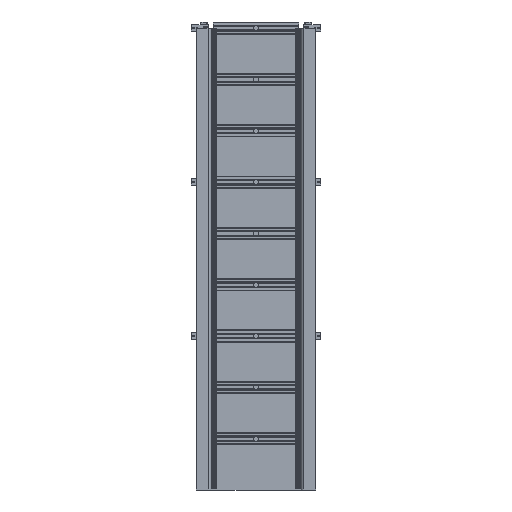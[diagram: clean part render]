
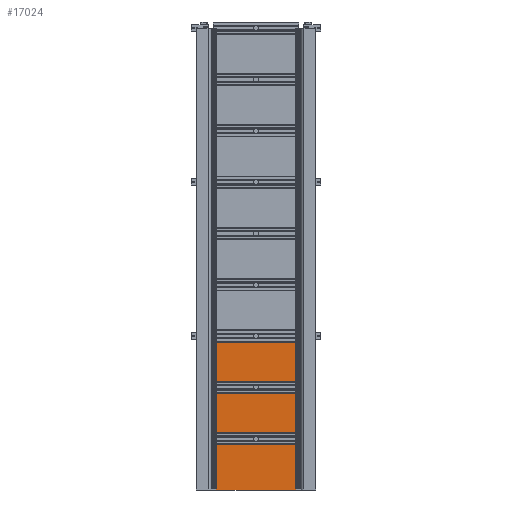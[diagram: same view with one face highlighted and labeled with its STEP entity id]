
A CAD part, front view. The second image highlights one B-rep face of the part: STEP entity #17024.
In plain terms, the highlighted planar face has unit normal (0, -1, 0).
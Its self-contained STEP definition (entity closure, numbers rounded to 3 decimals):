
#16945=DIRECTION('',(1.,0.,0.));
#16946=VECTOR('',#16945,469.5);
#16947=CARTESIAN_POINT('',(-234.75,0.,400.));
#16948=LINE('',#16947,#16946);
#16949=DIRECTION('',(0.,0.,-1.));
#16950=VECTOR('',#16949,800.);
#16951=CARTESIAN_POINT('',(234.75,0.,400.));
#16952=LINE('',#16951,#16950);
#16953=DIRECTION('',(-1.,0.,0.));
#16954=VECTOR('',#16953,469.5);
#16955=CARTESIAN_POINT('',(234.75,0.,-400.));
#16956=LINE('',#16955,#16954);
#16957=DIRECTION('',(0.,0.,1.));
#16958=VECTOR('',#16957,800.);
#16959=CARTESIAN_POINT('',(-234.75,0.,-400.));
#16960=LINE('',#16959,#16958);
#16993=CARTESIAN_POINT('',(-234.75,0.,400.));
#16994=CARTESIAN_POINT('',(234.75,0.,400.));
#16995=VERTEX_POINT('',#16993);
#16996=VERTEX_POINT('',#16994);
#16997=CARTESIAN_POINT('',(234.75,0.,-400.));
#16998=VERTEX_POINT('',#16997);
#16999=CARTESIAN_POINT('',(-234.75,0.,-400.));
#17000=VERTEX_POINT('',#16999);
#17009=CARTESIAN_POINT('',(0.,0.,0.));
#17010=DIRECTION('',(0.,1.,0.));
#17011=DIRECTION('',(1.,0.,0.));
#17012=AXIS2_PLACEMENT_3D('',#17009,#17010,#17011);
#17013=PLANE('',#17012);
#17015=ORIENTED_EDGE('',*,*,#17014,.T.);
#17017=ORIENTED_EDGE('',*,*,#17016,.T.);
#17019=ORIENTED_EDGE('',*,*,#17018,.T.);
#17021=ORIENTED_EDGE('',*,*,#17020,.T.);
#17022=EDGE_LOOP('',(#17015,#17017,#17019,#17021));
#17023=FACE_OUTER_BOUND('',#17022,.F.);
#17014=EDGE_CURVE('',#16995,#16996,#16948,.T.);
#17016=EDGE_CURVE('',#16996,#16998,#16952,.T.);
#17018=EDGE_CURVE('',#16998,#17000,#16956,.T.);
#17020=EDGE_CURVE('',#17000,#16995,#16960,.T.);
#17024=ADVANCED_FACE('',(#17023),#17013,.F.);
